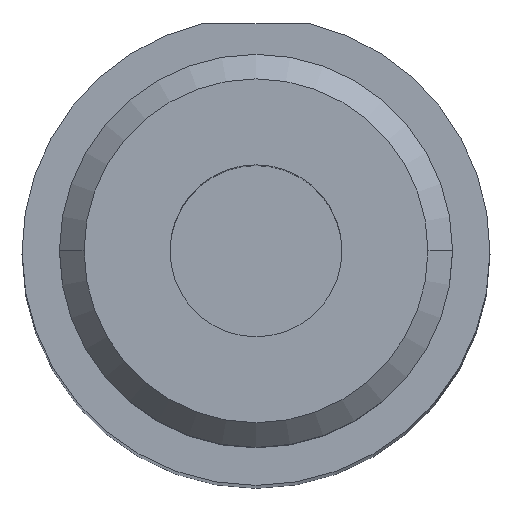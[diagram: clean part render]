
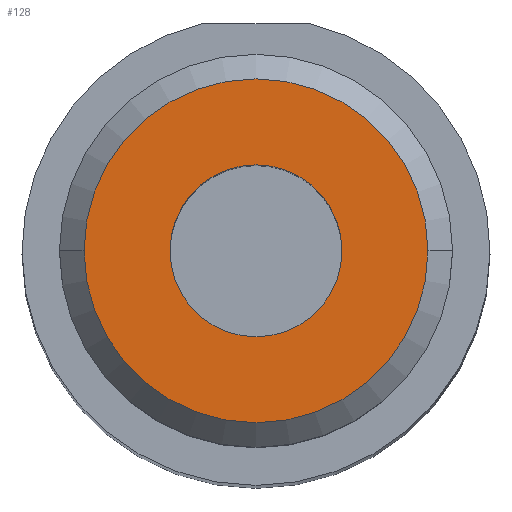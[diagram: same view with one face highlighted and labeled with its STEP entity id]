
A CAD part, top view. The second image highlights one B-rep face of the part: STEP entity #128.
In plain terms, the highlighted planar face has unit normal (0, 0, 1).
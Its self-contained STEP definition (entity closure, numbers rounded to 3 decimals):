
#5 = EDGE_CURVE ( 'NONE', #296, #761, #88, .T. ) ;
#7 = DIRECTION ( 'NONE',  ( 1., 0., 0. ) ) ;
#25 = DIRECTION ( 'NONE',  ( 1., 0., 0. ) ) ;
#30 = AXIS2_PLACEMENT_3D ( 'NONE', #548, #601, #163 ) ;
#55 = CIRCLE ( 'NONE', #677, 7. ) ;
#88 = CIRCLE ( 'NONE', #200, 3.5 ) ;
#89 = CARTESIAN_POINT ( 'NONE',  ( -3.5, 0., 98. ) ) ;
#91 = CARTESIAN_POINT ( 'NONE',  ( 0., 8., 98. ) ) ;
#104 = AXIS2_PLACEMENT_3D ( 'NONE', #807, #623, #315 ) ;
#128 = ADVANCED_FACE ( 'NONE', ( #257, #672 ), #488, .T. ) ;
#141 = CIRCLE ( 'NONE', #30, 3.5 ) ;
#151 = VERTEX_POINT ( 'NONE', #213 ) ;
#163 = DIRECTION ( 'NONE',  ( 1., 0., 0. ) ) ;
#184 = EDGE_CURVE ( 'NONE', #633, #151, #55, .T. ) ;
#196 = DIRECTION ( 'NONE',  ( 0., 0., 1. ) ) ;
#200 = AXIS2_PLACEMENT_3D ( 'NONE', #452, #196, #524 ) ;
#213 = CARTESIAN_POINT ( 'NONE',  ( -7., 0., 98. ) ) ;
#257 = FACE_BOUND ( 'NONE', #812, .T. ) ;
#296 = VERTEX_POINT ( 'NONE', #306 ) ;
#306 = CARTESIAN_POINT ( 'NONE',  ( 3.5, 0., 98. ) ) ;
#315 = DIRECTION ( 'NONE',  ( 1., 0., 0. ) ) ;
#330 = ORIENTED_EDGE ( 'NONE', *, *, #345, .T. ) ;
#341 = ORIENTED_EDGE ( 'NONE', *, *, #796, .F. ) ;
#345 = EDGE_CURVE ( 'NONE', #151, #633, #571, .T. ) ;
#376 = ORIENTED_EDGE ( 'NONE', *, *, #5, .F. ) ;
#452 = CARTESIAN_POINT ( 'NONE',  ( 0., 0., 98. ) ) ;
#488 = PLANE ( 'NONE',  #576 ) ;
#524 = DIRECTION ( 'NONE',  ( 1., 0., 0. ) ) ;
#548 = CARTESIAN_POINT ( 'NONE',  ( 0., 0., 98. ) ) ;
#571 = CIRCLE ( 'NONE', #104, 7. ) ;
#576 = AXIS2_PLACEMENT_3D ( 'NONE', #91, #711, #7 ) ;
#590 = CARTESIAN_POINT ( 'NONE',  ( 0., 0., 98. ) ) ;
#601 = DIRECTION ( 'NONE',  ( 0., 0., 1. ) ) ;
#623 = DIRECTION ( 'NONE',  ( 0., 0., 1. ) ) ;
#633 = VERTEX_POINT ( 'NONE', #698 ) ;
#658 = EDGE_LOOP ( 'NONE', ( #330, #774 ) ) ;
#663 = DIRECTION ( 'NONE',  ( 0., 0., 1. ) ) ;
#672 = FACE_OUTER_BOUND ( 'NONE', #658, .T. ) ;
#677 = AXIS2_PLACEMENT_3D ( 'NONE', #590, #663, #25 ) ;
#698 = CARTESIAN_POINT ( 'NONE',  ( 7., 0., 98. ) ) ;
#711 = DIRECTION ( 'NONE',  ( 0., 0., 1. ) ) ;
#761 = VERTEX_POINT ( 'NONE', #89 ) ;
#774 = ORIENTED_EDGE ( 'NONE', *, *, #184, .T. ) ;
#796 = EDGE_CURVE ( 'NONE', #761, #296, #141, .T. ) ;
#807 = CARTESIAN_POINT ( 'NONE',  ( 0., 0., 98. ) ) ;
#812 = EDGE_LOOP ( 'NONE', ( #376, #341 ) ) ;
